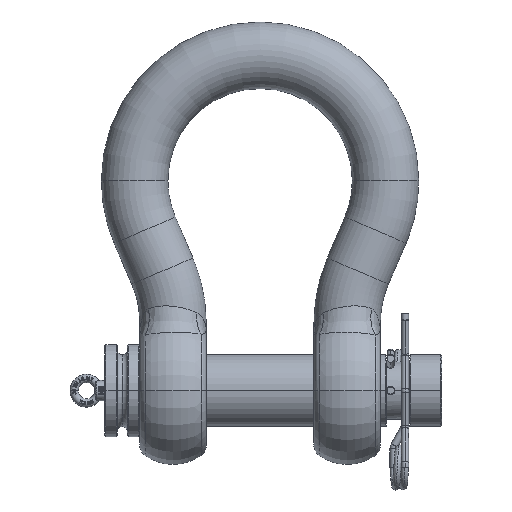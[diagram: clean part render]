
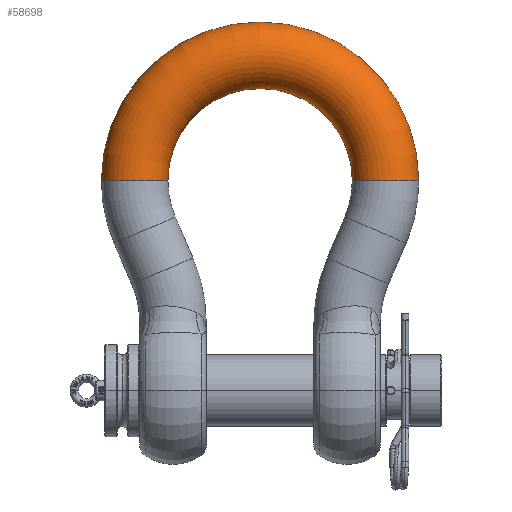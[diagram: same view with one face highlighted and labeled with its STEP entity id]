
A CAD part, top view. The second image highlights one B-rep face of the part: STEP entity #58698.
In plain terms, the highlighted toroidal (fillet/blend) face has major radius 122.5 mm and minor radius 32.5 mm.
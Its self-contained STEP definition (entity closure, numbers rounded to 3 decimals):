
#418 = DIRECTION ( 'NONE',  ( 0., 0., 1. ) ) ;
#503 = DIRECTION ( 'NONE',  ( 1., 0., 0. ) ) ;
#3788 = EDGE_CURVE ( 'NONE', #15352, #6259, #18461, .T. ) ;
#5893 = CIRCLE ( 'NONE', #17317, 90. ) ;
#6259 = VERTEX_POINT ( 'NONE', #36208 ) ;
#7748 = DIRECTION ( 'NONE',  ( 0., 0., 1. ) ) ;
#9652 = EDGE_LOOP ( 'NONE', ( #51843, #52006, #54922, #39382 ) ) ;
#12294 = CARTESIAN_POINT ( 'NONE',  ( -90., 0., 0. ) ) ;
#15091 = AXIS2_PLACEMENT_3D ( 'NONE', #26548, #59371, #31271 ) ;
#15266 = CARTESIAN_POINT ( 'NONE',  ( 90., 0., 0. ) ) ;
#15352 = VERTEX_POINT ( 'NONE', #55209 ) ;
#17317 = AXIS2_PLACEMENT_3D ( 'NONE', #28599, #418, #33302 ) ;
#18268 = DIRECTION ( 'NONE',  ( 0., 1., 0. ) ) ;
#18461 = CIRCLE ( 'NONE', #40682, 155. ) ;
#26548 = CARTESIAN_POINT ( 'NONE',  ( 122.5, 0., 0. ) ) ;
#28599 = CARTESIAN_POINT ( 'NONE',  ( 0., 0., 0. ) ) ;
#28683 = CARTESIAN_POINT ( 'NONE',  ( 0., 0., 0. ) ) ;
#31271 = DIRECTION ( 'NONE',  ( 0., 0., -1. ) ) ;
#32059 = AXIS2_PLACEMENT_3D ( 'NONE', #28683, #47401, #503 ) ;
#32768 = VERTEX_POINT ( 'NONE', #12294 ) ;
#33302 = DIRECTION ( 'NONE',  ( 1., 0., 0. ) ) ;
#35894 = CARTESIAN_POINT ( 'NONE',  ( 0., 0., 0. ) ) ;
#36208 = CARTESIAN_POINT ( 'NONE',  ( -155., 0., 0. ) ) ;
#39382 = ORIENTED_EDGE ( 'NONE', *, *, #41462, .F. ) ;
#40318 = VERTEX_POINT ( 'NONE', #15266 ) ;
#40646 = DIRECTION ( 'NONE',  ( 1., 0., 0. ) ) ;
#40682 = AXIS2_PLACEMENT_3D ( 'NONE', #35894, #7748, #40646 ) ;
#41462 = EDGE_CURVE ( 'NONE', #40318, #32768, #5893, .T. ) ;
#42075 = CIRCLE ( 'NONE', #59382, 32.5 ) ;
#46150 = EDGE_CURVE ( 'NONE', #15352, #40318, #56959, .T. ) ;
#46430 = CARTESIAN_POINT ( 'NONE',  ( -122.5, 0., 0. ) ) ;
#47401 = DIRECTION ( 'NONE',  ( 0., 0., 1. ) ) ;
#49189 = TOROIDAL_SURFACE ( 'NONE', #32059, 122.5, 32.5 ) ;
#50617 = EDGE_CURVE ( 'NONE', #6259, #32768, #42075, .T. ) ;
#51156 = DIRECTION ( 'NONE',  ( -1., 0., 0. ) ) ;
#51843 = ORIENTED_EDGE ( 'NONE', *, *, #46150, .F. ) ;
#52006 = ORIENTED_EDGE ( 'NONE', *, *, #3788, .T. ) ;
#54922 = ORIENTED_EDGE ( 'NONE', *, *, #50617, .T. ) ;
#55209 = CARTESIAN_POINT ( 'NONE',  ( 155., 0., 0. ) ) ;
#56959 = CIRCLE ( 'NONE', #15091, 32.5 ) ;
#58692 = FACE_OUTER_BOUND ( 'NONE', #9652, .T. ) ;
#58698 = ADVANCED_FACE ( 'NONE', ( #58692 ), #49189, .T. ) ;
#59371 = DIRECTION ( 'NONE',  ( 0., -1., 0. ) ) ;
#59382 = AXIS2_PLACEMENT_3D ( 'NONE', #46430, #18268, #51156 ) ;
